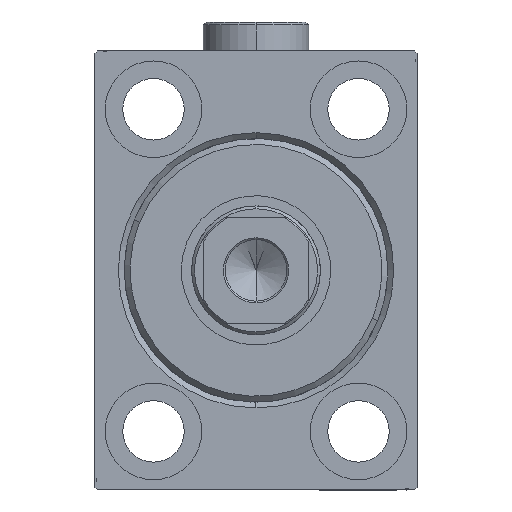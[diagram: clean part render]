
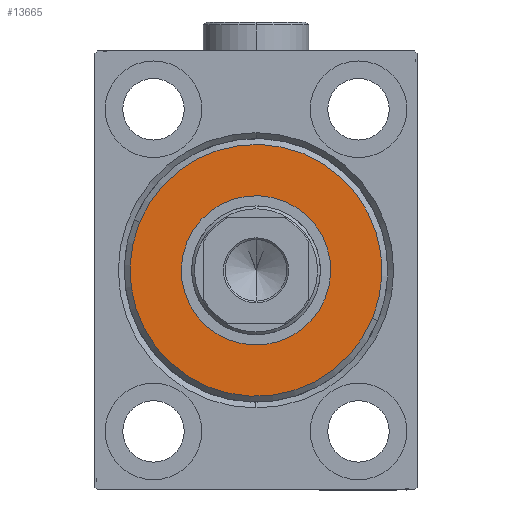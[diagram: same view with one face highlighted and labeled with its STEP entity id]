
A CAD part, left-side view. The second image highlights one B-rep face of the part: STEP entity #13665.
In plain terms, the highlighted face is planar.
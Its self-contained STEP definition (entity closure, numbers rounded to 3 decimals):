
#179 = CARTESIAN_POINT ( 'NONE',  ( 3., 0., 12.75 ) ) ;
#2035 = CARTESIAN_POINT ( 'NONE',  ( 3., 0., -21.5 ) ) ;
#2741 = CIRCLE ( 'NONE', #28239, 12.75 ) ;
#3979 = DIRECTION ( 'NONE',  ( 0., 0., -1. ) ) ;
#6439 = DIRECTION ( 'NONE',  ( 1., 0., 0. ) ) ;
#7140 = CIRCLE ( 'NONE', #42106, 12.75 ) ;
#7456 = CARTESIAN_POINT ( 'NONE',  ( 3., 0., 0. ) ) ;
#7846 = ORIENTED_EDGE ( 'NONE', *, *, #8723, .T. ) ;
#7863 = FACE_BOUND ( 'NONE', #17654, .T. ) ;
#8147 = EDGE_CURVE ( 'NONE', #31423, #11765, #2741, .T. ) ;
#8723 = EDGE_CURVE ( 'NONE', #11765, #31423, #7140, .T. ) ;
#9299 = EDGE_LOOP ( 'NONE', ( #36971, #27498 ) ) ;
#9363 = VERTEX_POINT ( 'NONE', #2035 ) ;
#10410 = DIRECTION ( 'NONE',  ( 0., 0., -1. ) ) ;
#11023 = VERTEX_POINT ( 'NONE', #19000 ) ;
#11765 = VERTEX_POINT ( 'NONE', #179 ) ;
#11954 = FACE_OUTER_BOUND ( 'NONE', #9299, .T. ) ;
#13665 = ADVANCED_FACE ( 'NONE', ( #11954, #7863 ), #35256, .T. ) ;
#13828 = CARTESIAN_POINT ( 'NONE',  ( 3., 0., -12.75 ) ) ;
#13968 = DIRECTION ( 'NONE',  ( 0., 0., -1. ) ) ;
#14541 = AXIS2_PLACEMENT_3D ( 'NONE', #34287, #6439, #13968 ) ;
#15156 = CARTESIAN_POINT ( 'NONE',  ( 3., 0., 0. ) ) ;
#15948 = DIRECTION ( 'NONE',  ( -1., 0., 0. ) ) ;
#17654 = EDGE_LOOP ( 'NONE', ( #7846, #24697 ) ) ;
#19000 = CARTESIAN_POINT ( 'NONE',  ( 3., 0., 21.5 ) ) ;
#19074 = CIRCLE ( 'NONE', #29288, 21.5 ) ;
#21102 = DIRECTION ( 'NONE',  ( -1., 0., 0. ) ) ;
#24697 = ORIENTED_EDGE ( 'NONE', *, *, #8147, .T. ) ;
#27498 = ORIENTED_EDGE ( 'NONE', *, *, #42342, .T. ) ;
#27548 = DIRECTION ( 'NONE',  ( 1., 0., 0. ) ) ;
#28239 = AXIS2_PLACEMENT_3D ( 'NONE', #39665, #15948, #40118 ) ;
#29288 = AXIS2_PLACEMENT_3D ( 'NONE', #7456, #27548, #41456 ) ;
#29960 = EDGE_CURVE ( 'NONE', #11023, #9363, #42928, .T. ) ;
#31423 = VERTEX_POINT ( 'NONE', #13828 ) ;
#31830 = CARTESIAN_POINT ( 'NONE',  ( 3., 0., 0. ) ) ;
#33600 = AXIS2_PLACEMENT_3D ( 'NONE', #15156, #42532, #3979 ) ;
#34287 = CARTESIAN_POINT ( 'NONE',  ( 3., 0., 0. ) ) ;
#35256 = PLANE ( 'NONE',  #33600 ) ;
#36971 = ORIENTED_EDGE ( 'NONE', *, *, #29960, .T. ) ;
#39665 = CARTESIAN_POINT ( 'NONE',  ( 3., 0., 0. ) ) ;
#40118 = DIRECTION ( 'NONE',  ( 0., 0., -1. ) ) ;
#41456 = DIRECTION ( 'NONE',  ( 0., 0., -1. ) ) ;
#42106 = AXIS2_PLACEMENT_3D ( 'NONE', #31830, #21102, #10410 ) ;
#42342 = EDGE_CURVE ( 'NONE', #9363, #11023, #19074, .T. ) ;
#42532 = DIRECTION ( 'NONE',  ( 1., 0., 0. ) ) ;
#42928 = CIRCLE ( 'NONE', #14541, 21.5 ) ;
